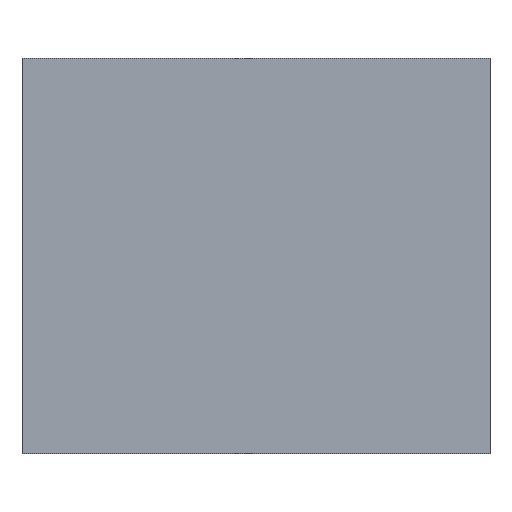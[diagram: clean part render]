
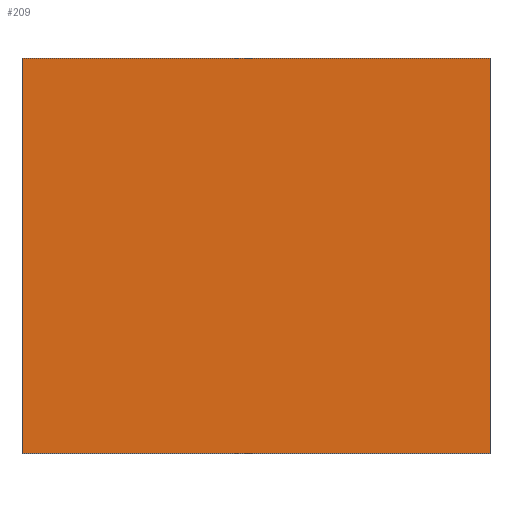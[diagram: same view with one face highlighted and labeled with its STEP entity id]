
A CAD part, top view. The second image highlights one B-rep face of the part: STEP entity #209.
In plain terms, the highlighted planar face has unit normal (0, 0, 1).
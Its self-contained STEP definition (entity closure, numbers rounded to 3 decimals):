
#17=LINE($,#349,#29);
#20=LINE($,#355,#32);
#23=LINE($,#361,#35);
#26=LINE($,#365,#38);
#29=VECTOR($,#293,27.2);
#32=VECTOR($,#298,32.2);
#35=VECTOR($,#303,27.2);
#38=VECTOR($,#308,32.2);
#59=PLANE($,#246);
#81=FACE_OUTER_BOUND($,#103,.T.);
#103=EDGE_LOOP($,(#184,#185,#186,#187));
#122=VERTEX_POINT($,#346);
#123=VERTEX_POINT($,#348);
#125=VERTEX_POINT($,#354);
#127=VERTEX_POINT($,#360);
#138=EDGE_CURVE($,#123,#122,#17,.T.);
#141=EDGE_CURVE($,#125,#123,#20,.T.);
#144=EDGE_CURVE($,#127,#125,#23,.T.);
#147=EDGE_CURVE($,#122,#127,#26,.T.);
#184=ORIENTED_EDGE($,*,*,#147,.T.);
#185=ORIENTED_EDGE($,*,*,#144,.T.);
#186=ORIENTED_EDGE($,*,*,#141,.T.);
#187=ORIENTED_EDGE($,*,*,#138,.T.);
#209=ADVANCED_FACE($,(#81),#59,.T.);
#246=AXIS2_PLACEMENT_3D($,#367,#311,#312);
#293=DIRECTION($,(0.,1.,0.));
#298=DIRECTION($,(1.,0.,0.));
#303=DIRECTION($,(0.,-1.,0.));
#308=DIRECTION($,(-1.,0.,0.));
#311=DIRECTION('center_axis',(0.,0.,1.));
#312=DIRECTION('ref_axis',(1.,0.,0.));
#346=CARTESIAN_POINT('',(16.1,13.6,22.3));
#348=CARTESIAN_POINT('',(16.1,-13.6,22.3));
#349=CARTESIAN_POINT($,(16.1,13.6,22.3));
#354=CARTESIAN_POINT('',(-16.1,-13.6,22.3));
#355=CARTESIAN_POINT($,(16.1,-13.6,22.3));
#360=CARTESIAN_POINT('',(-16.1,13.6,22.3));
#361=CARTESIAN_POINT($,(-16.1,-13.6,22.3));
#365=CARTESIAN_POINT($,(-16.1,13.6,22.3));
#367=CARTESIAN_POINT('Origin',(0.,0.,22.3));
